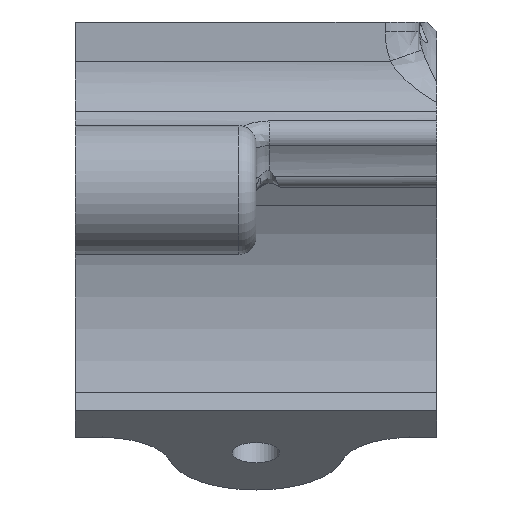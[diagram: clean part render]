
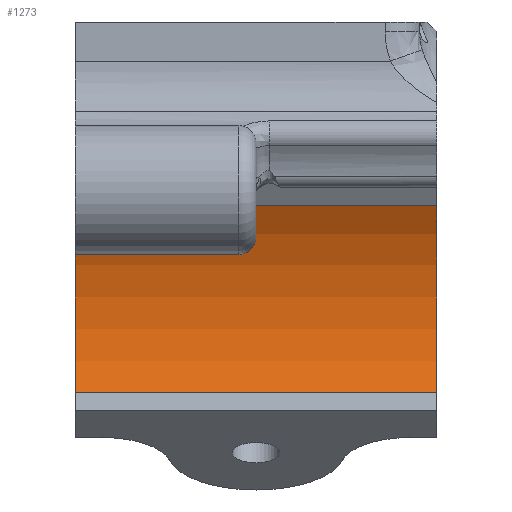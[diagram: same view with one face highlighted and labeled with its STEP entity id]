
A CAD part, left-side view. The second image highlights one B-rep face of the part: STEP entity #1273.
In plain terms, the highlighted cylindrical face has radius 16.192 mm (diameter 32.385 mm), a partial arc.
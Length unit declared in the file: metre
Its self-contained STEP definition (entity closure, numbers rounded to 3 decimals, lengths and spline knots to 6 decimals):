
#36=CYLINDRICAL_SURFACE('',#1385,0.016193);
#141=LINE('',#2038,#233);
#142=LINE('',#2040,#234);
#233=VECTOR('',#1596,1.);
#234=VECTOR('',#1599,1.);
#382=ORIENTED_EDGE('',*,*,#753,.F.);
#383=ORIENTED_EDGE('',*,*,#754,.T.);
#384=ORIENTED_EDGE('',*,*,#752,.T.);
#385=ORIENTED_EDGE('',*,*,#683,.F.);
#683=EDGE_CURVE('',#877,#878,#998,.T.);
#752=EDGE_CURVE('',#933,#878,#141,.T.);
#753=EDGE_CURVE('',#934,#877,#142,.T.);
#754=EDGE_CURVE('',#934,#933,#1020,.T.);
#877=VERTEX_POINT('',#1850);
#878=VERTEX_POINT('',#1852);
#933=VERTEX_POINT('',#2037);
#934=VERTEX_POINT('',#2041);
#998=CIRCLE('',#1351,0.016193);
#1020=CIRCLE('',#1386,0.016193);
#1074=EDGE_LOOP('',(#382,#383,#384,#385));
#1159=FACE_BOUND('',#1074,.T.);
#1273=ADVANCED_FACE('',(#1159),#36,.F.);
#1351=AXIS2_PLACEMENT_3D('',#1851,#1494,#1495);
#1385=AXIS2_PLACEMENT_3D('',#2039,#1597,#1598);
#1386=AXIS2_PLACEMENT_3D('',#2042,#1600,#1601);
#1494=DIRECTION('',(0.,-1.,0.));
#1495=DIRECTION('',(0.,0.,-1.));
#1596=DIRECTION('',(0.,1.,0.));
#1597=DIRECTION('',(0.,1.,0.));
#1598=DIRECTION('',(0.,0.,1.));
#1599=DIRECTION('',(0.,1.,0.));
#1600=DIRECTION('',(0.,-1.,0.));
#1601=DIRECTION('',(0.,0.,-1.));
#1850=CARTESIAN_POINT('',(0.015258,0.0127,-0.064795));
#1851=CARTESIAN_POINT('',(0.,0.0127,-0.059373));
#1852=CARTESIAN_POINT('',(0.013865,0.0127,-0.051008));
#2037=CARTESIAN_POINT('',(0.013865,-0.01397,-0.051008));
#2038=CARTESIAN_POINT('',(0.013865,-0.013972,-0.051008));
#2039=CARTESIAN_POINT('',(0.,-0.013972,-0.059373));
#2040=CARTESIAN_POINT('',(0.015258,-0.013972,-0.064795));
#2041=CARTESIAN_POINT('',(0.015258,-0.01397,-0.064795));
#2042=CARTESIAN_POINT('',(0.,-0.01397,-0.059373));
